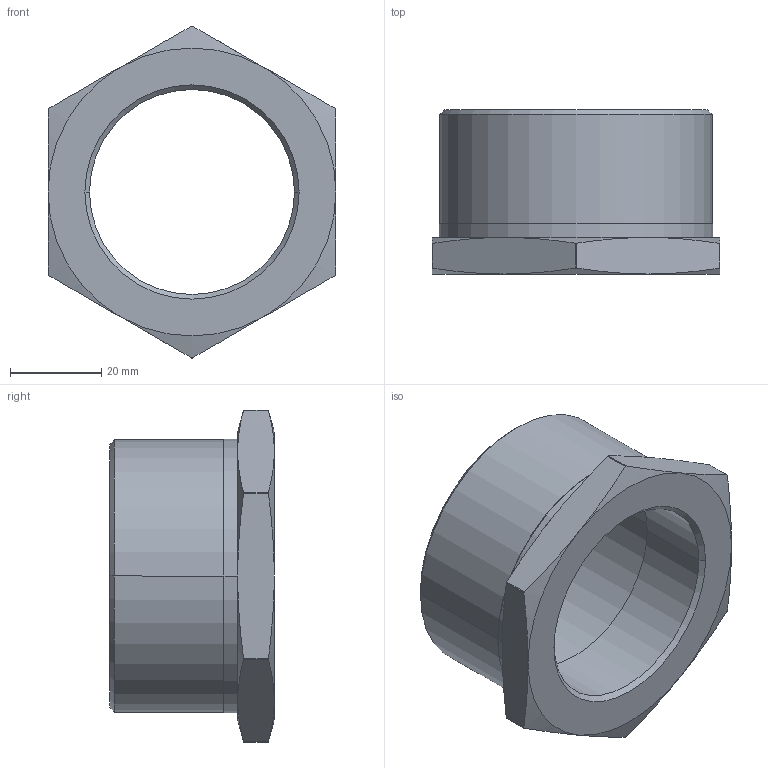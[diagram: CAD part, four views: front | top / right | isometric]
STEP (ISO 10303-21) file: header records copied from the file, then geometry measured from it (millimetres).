
FILE_DESCRIPTION (( 'STEP AP214' ), '1' );
FILE_NAME ('heco_RS-200-112-I.STEP', '2017-05-17T14:39:37', ( '' ), ( '' ), 'SwSTEP 2.0', 'SolidWorks 2016', '' );
FILE_SCHEMA (( 'AUTOMOTIVE_DESIGN' ));
Length unit declared in the file: millimetre
Products named in the file (1): heco_RS-200-112-I
Bounding box: 63 x 36 x 72.65 mm (x, y, z)
Volume: 43750.4 mm3; surface area: 15582.3 mm2
Topology: 1 solids, 1 shells, 223 faces, 571 edges, 374 vertices
Faces by surface type: plane 98, bspline 85, cylinder 20, cone 20
Entity records: 13333 total; most frequent: CARTESIAN_POINT 6710, ORIENTED_EDGE 1142, DIRECTION 667, EDGE_CURVE 571, VERTEX_POINT 374, LINE 317, VECTOR 317, EDGE_LOOP 249
